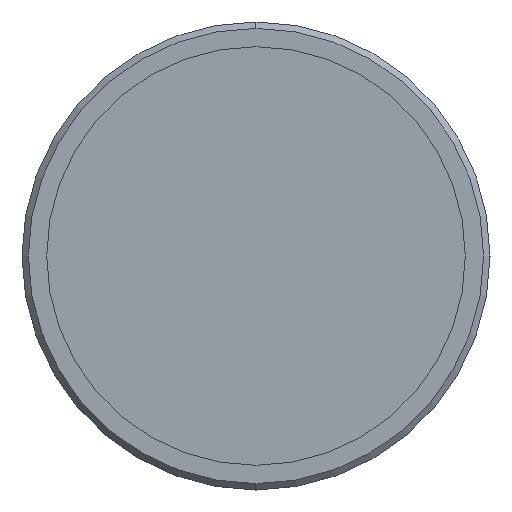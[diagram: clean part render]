
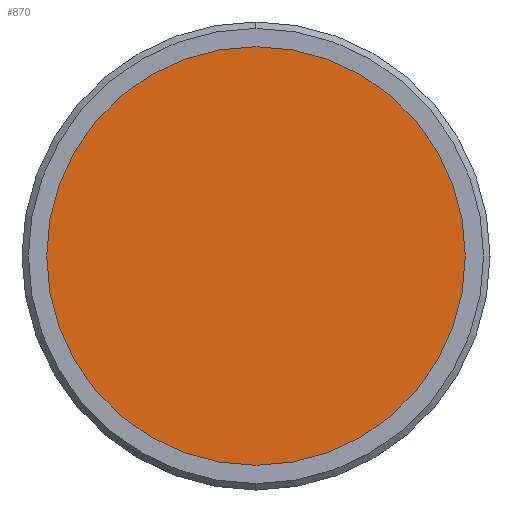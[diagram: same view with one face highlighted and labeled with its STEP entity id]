
A CAD part, left-side view. The second image highlights one B-rep face of the part: STEP entity #870.
In plain terms, the highlighted planar face has unit normal (-1, 0, 0).
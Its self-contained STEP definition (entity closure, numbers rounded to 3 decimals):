
#74 = CIRCLE ( 'NONE', #121, 49.2 ) ;
#104 = DIRECTION ( 'NONE',  ( 0., 0., -1. ) ) ;
#121 = AXIS2_PLACEMENT_3D ( 'NONE', #232, #625, #404 ) ;
#133 = EDGE_LOOP ( 'NONE', ( #436, #978 ) ) ;
#232 = CARTESIAN_POINT ( 'NONE',  ( -337., -36.568, 0. ) ) ;
#243 = FACE_OUTER_BOUND ( 'NONE', #133, .T. ) ;
#248 = PLANE ( 'NONE',  #536 ) ;
#261 = CARTESIAN_POINT ( 'NONE',  ( -337., -36.568, 49.2 ) ) ;
#327 = DIRECTION ( 'NONE',  ( 0., 0., 1. ) ) ;
#359 = EDGE_CURVE ( 'NONE', #598, #952, #846, .T. ) ;
#404 = DIRECTION ( 'NONE',  ( 0., 0., 1. ) ) ;
#436 = ORIENTED_EDGE ( 'NONE', *, *, #619, .T. ) ;
#481 = CARTESIAN_POINT ( 'NONE',  ( -337., -36.568, -49.2 ) ) ;
#504 = AXIS2_PLACEMENT_3D ( 'NONE', #568, #622, #327 ) ;
#536 = AXIS2_PLACEMENT_3D ( 'NONE', #856, #632, #104 ) ;
#568 = CARTESIAN_POINT ( 'NONE',  ( -337., -36.568, 0. ) ) ;
#598 = VERTEX_POINT ( 'NONE', #481 ) ;
#619 = EDGE_CURVE ( 'NONE', #952, #598, #74, .T. ) ;
#622 = DIRECTION ( 'NONE',  ( -1., 0., 0. ) ) ;
#625 = DIRECTION ( 'NONE',  ( -1., 0., 0. ) ) ;
#632 = DIRECTION ( 'NONE',  ( 1., 0., 0. ) ) ;
#846 = CIRCLE ( 'NONE', #504, 49.2 ) ;
#856 = CARTESIAN_POINT ( 'NONE',  ( -337., 12.632, 0. ) ) ;
#870 = ADVANCED_FACE ( 'NONE', ( #243 ), #248, .F. ) ;
#952 = VERTEX_POINT ( 'NONE', #261 ) ;
#978 = ORIENTED_EDGE ( 'NONE', *, *, #359, .T. ) ;
